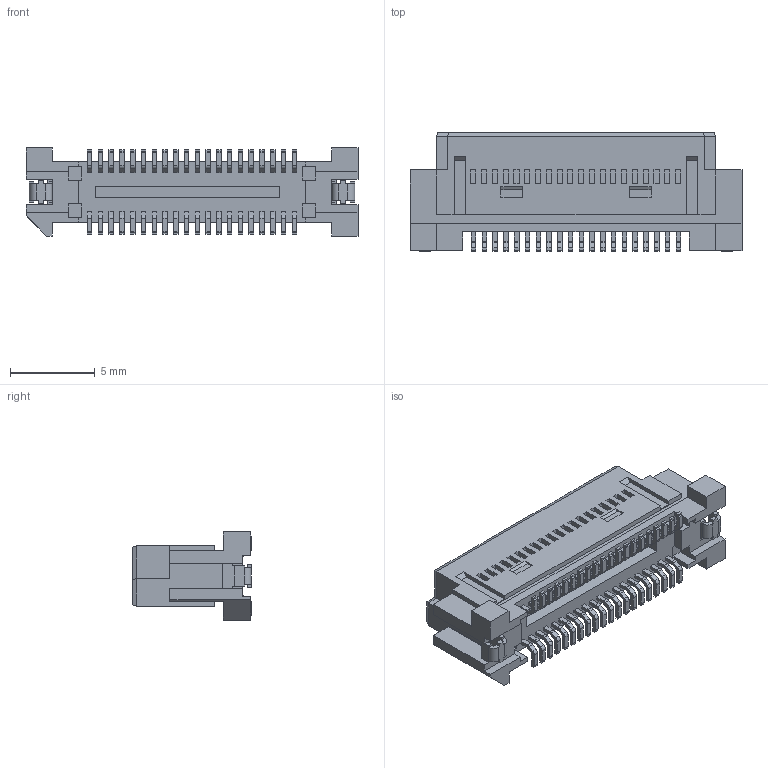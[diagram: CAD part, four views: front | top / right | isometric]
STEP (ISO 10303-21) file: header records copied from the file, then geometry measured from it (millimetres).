
FILE_DESCRIPTION(/* description */ (''),/* implementation_level */ '2;1');
FILE_NAME(/* name */ 'Molex_SlimStack_536470474_2x20_P0.365mm.stp',/* time_stamp */ '2023-01-10T13:50:06-06:00',/* author */ (''),/* organization */ (''),/* preprocessor_version */ 'ST-DEVELOPER v16.7',/* originating_system */ 'SIEMENS PLM Software NX 1934',/* authorisation */ '');
FILE_SCHEMA (('AP203_CONFIGURATION_CONTROLLED_3D_DESIGN_OF_MECHANICAL_PARTS_AND_ASSEMBLIES_MIM_LF { 1 0 10303 403 2 1 2}'));
Length unit declared in the file: millimetre
Products named in the file (1): Rish18981961a453
Bounding box: 19.57 x 7 x 5.2 mm (x, y, z)
Volume: 248.4 mm3; surface area: 880.7 mm2
Topology: 1 solids, 1 shells, 1318 faces, 3671 edges, 2440 vertices
Faces by surface type: plane 1150, cylinder 168
Entity records: 48147 total; most frequent: CARTESIAN_POINT 7466, ORIENTED_EDGE 7342, DIRECTION 6633, EDGE_CURVE 3671, LINE 3323, VECTOR 3323, VERTEX_POINT 2440, AXIS2_PLACEMENT_3D 1655
